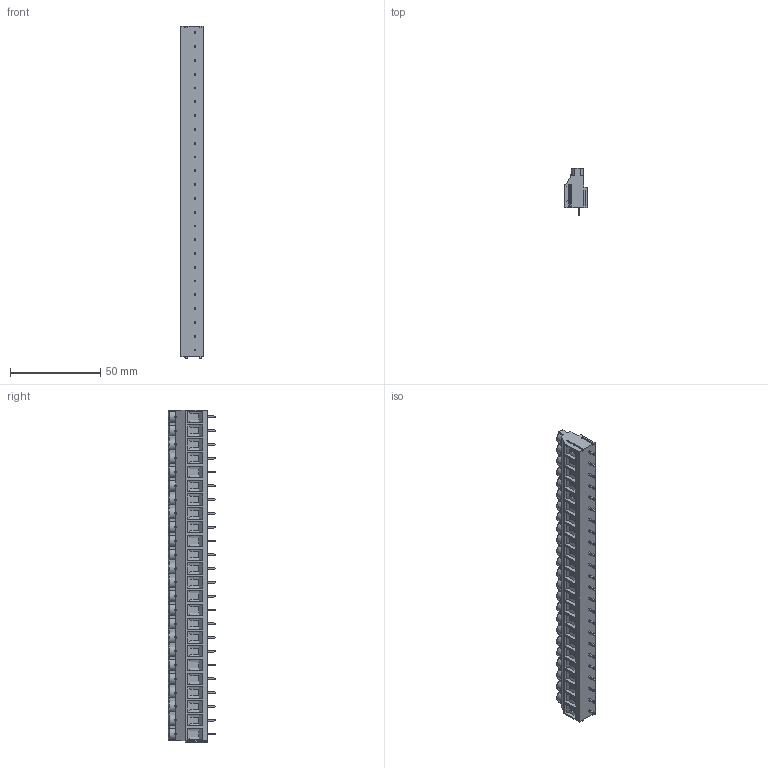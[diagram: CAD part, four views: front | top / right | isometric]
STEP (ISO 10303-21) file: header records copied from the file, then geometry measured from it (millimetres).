
FILE_DESCRIPTION((''),'2;1');
FILE_NAME('TL506V','2025-01-10T',('yanfa'),(''),'PRO/ENGINEER BY PARAMETRIC TECHNOLOGY CORPORATION, 2009280','PRO/ENGINEER BY PARAMETRIC TECHNOLOGY CORPORATION, 2009280','');
FILE_SCHEMA(('AUTOMOTIVE_DESIGN_CC2 { 1 2 10303 214 -1 1 5 2 }'));
Length unit declared in the file: millimetre
Products named in the file (1): TL506V
Bounding box: 12.5 x 26.1 x 183.49 mm (x, y, z)
Volume: 35014.5 mm3; surface area: 15939.4 mm2
Topology: 1 solids, 1 shells, 1346 faces, 3432 edges, 2136 vertices
Faces by surface type: plane 806, cylinder 324, torus 96, cone 96, sphere 24
Entity records: 41186 total; most frequent: CARTESIAN_POINT 8730, ORIENTED_EDGE 6816, DIRECTION 6628, EDGE_CURVE 3408, VECTOR 2352, LINE 2352, AXIS2_PLACEMENT_3D 2138, VERTEX_POINT 2136
